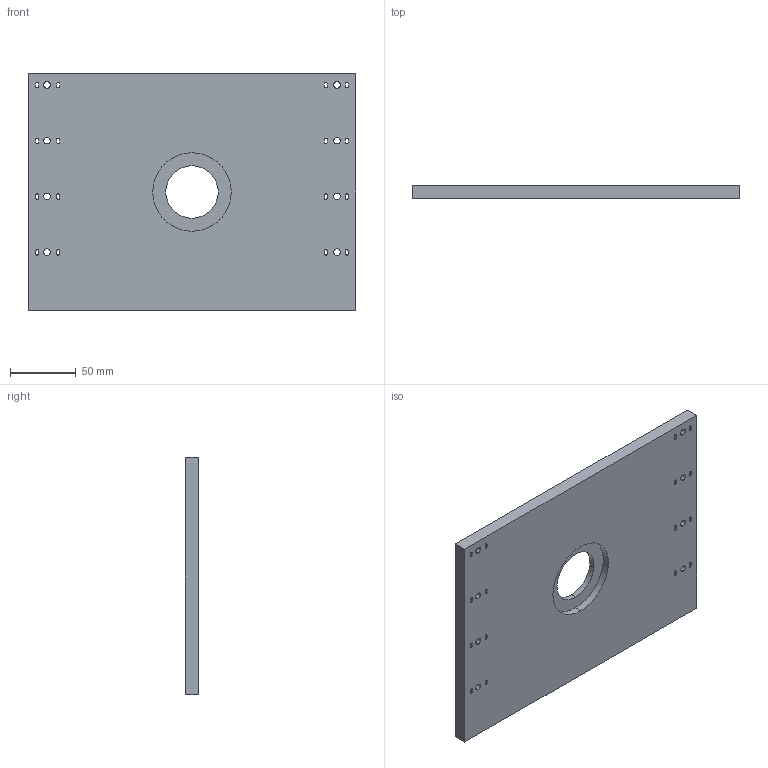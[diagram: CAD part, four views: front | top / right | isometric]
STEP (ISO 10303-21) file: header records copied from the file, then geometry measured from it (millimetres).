
FILE_DESCRIPTION (( 'STEP AP203' ), '1' );
FILE_NAME ('Copy of Copy of Copy of ground1_Default_sldprt.STEP', '2018-11-15T10:43:52', ( '' ), ( '' ), 'SwSTEP 2.0', 'SolidWorks 2018', '' );
FILE_SCHEMA (( 'CONFIG_CONTROL_DESIGN' ));
Length unit declared in the file: millimetre
Products named in the file (1): Copy of Copy of Copy of ground1_Default_sldprt
Bounding box: 250 x 10 x 180 mm (x, y, z)
Volume: 425988.9 mm3; surface area: 100112.2 mm2
Topology: 1 solids, 1 shells, 107 faces, 312 edges, 208 vertices
Faces by surface type: cylinder 68, plane 39
Entity records: 3779 total; most frequent: DIRECTION 664, CARTESIAN_POINT 628, ORIENTED_EDGE 624, EDGE_CURVE 312, AXIS2_PLACEMENT_3D 244, VERTEX_POINT 208, LINE 176, VECTOR 176
